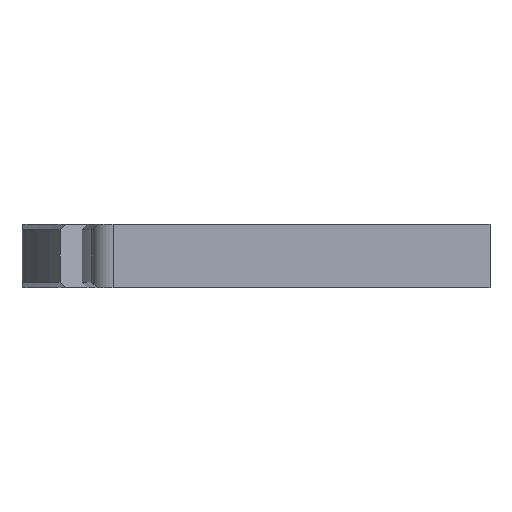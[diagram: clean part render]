
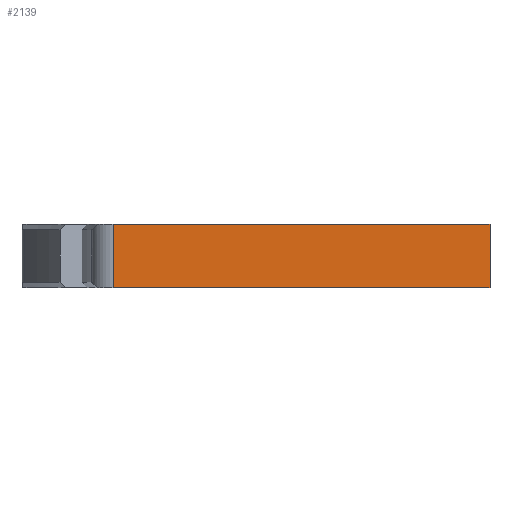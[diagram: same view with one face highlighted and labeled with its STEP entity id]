
A CAD part, front view. The second image highlights one B-rep face of the part: STEP entity #2139.
In plain terms, the highlighted planar face has unit normal (0, -1, 0).
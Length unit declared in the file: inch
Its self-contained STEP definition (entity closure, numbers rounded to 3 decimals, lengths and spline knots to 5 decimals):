
#56 = DIRECTION ( 'NONE',  ( 0., 0., 1. ) ) ;
#74 = VERTEX_POINT ( 'NONE', #1319 ) ;
#171 = VERTEX_POINT ( 'NONE', #711 ) ;
#204 = ORIENTED_EDGE ( 'NONE', *, *, #229, .T. ) ;
#225 = CARTESIAN_POINT ( 'NONE',  ( 6.5625, 0., -0.3735 ) ) ;
#229 = EDGE_CURVE ( 'NONE', #976, #171, #746, .T. ) ;
#288 = EDGE_CURVE ( 'NONE', #74, #323, #1748, .T. ) ;
#323 = VERTEX_POINT ( 'NONE', #954 ) ;
#476 = VECTOR ( 'NONE', #610, 39.37008 ) ;
#484 = DIRECTION ( 'NONE',  ( 0., 0., -1. ) ) ;
#610 = DIRECTION ( 'NONE',  ( 1., 0., 0. ) ) ;
#657 = EDGE_CURVE ( 'NONE', #171, #74, #1600, .T. ) ;
#670 = DIRECTION ( 'NONE',  ( 0., -1., 0. ) ) ;
#701 = CARTESIAN_POINT ( 'NONE',  ( 4.3422, 0., -0.3425 ) ) ;
#703 = AXIS2_PLACEMENT_3D ( 'NONE', #2051, #670, #484 ) ;
#711 = CARTESIAN_POINT ( 'NONE',  ( 4.3422, 0., -0.3735 ) ) ;
#746 = LINE ( 'NONE', #701, #1977 ) ;
#796 = ORIENTED_EDGE ( 'NONE', *, *, #288, .T. ) ;
#941 = DIRECTION ( 'NONE',  ( 1., 0., 0. ) ) ;
#954 = CARTESIAN_POINT ( 'NONE',  ( 6.5625, 0., 0. ) ) ;
#955 = CARTESIAN_POINT ( 'NONE',  ( 4.219, 0., 0. ) ) ;
#976 = VERTEX_POINT ( 'NONE', #1905 ) ;
#1047 = VECTOR ( 'NONE', #56, 39.37008 ) ;
#1241 = ORIENTED_EDGE ( 'NONE', *, *, #1610, .F. ) ;
#1319 = CARTESIAN_POINT ( 'NONE',  ( 6.5625, 0., -0.3735 ) ) ;
#1386 = DIRECTION ( 'NONE',  ( 0., 0., -1. ) ) ;
#1600 = LINE ( 'NONE', #1813, #1626 ) ;
#1610 = EDGE_CURVE ( 'NONE', #976, #323, #1795, .T. ) ;
#1626 = VECTOR ( 'NONE', #941, 39.37008 ) ;
#1682 = PLANE ( 'NONE',  #703 ) ;
#1748 = LINE ( 'NONE', #225, #1047 ) ;
#1753 = ORIENTED_EDGE ( 'NONE', *, *, #657, .T. ) ;
#1795 = LINE ( 'NONE', #955, #476 ) ;
#1813 = CARTESIAN_POINT ( 'NONE',  ( 4.219, 0., -0.3735 ) ) ;
#1905 = CARTESIAN_POINT ( 'NONE',  ( 4.3422, 0., 0. ) ) ;
#1977 = VECTOR ( 'NONE', #1386, 39.37008 ) ;
#2019 = FACE_OUTER_BOUND ( 'NONE', #2113, .T. ) ;
#2051 = CARTESIAN_POINT ( 'NONE',  ( 4.219, 0., -0.3735 ) ) ;
#2113 = EDGE_LOOP ( 'NONE', ( #1241, #204, #1753, #796 ) ) ;
#2139 = ADVANCED_FACE ( 'NONE', ( #2019 ), #1682, .T. ) ;
